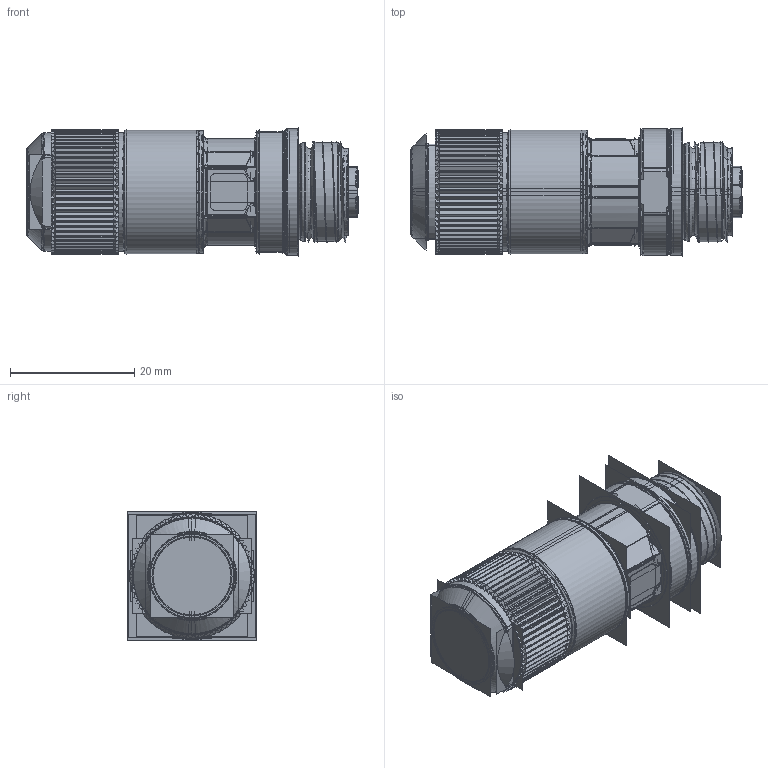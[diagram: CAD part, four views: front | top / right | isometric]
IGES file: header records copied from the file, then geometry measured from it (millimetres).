
Start section:  PTC IGES file: 248537_sm01.igs
Global section: file name: 248537_sm01.igs; native system: Creo Parametric by PTC Inc.; preprocessor: 2022414; author: banengservice; organization: Unknown; date: 20250418.110208; units: millimetre
Bounding box: 53.41 x 20.8 x 20.8 mm (x, y, z)
Surface area: 24370.4 mm2 (no closed solid volume)
Topology: 0 solids, 4 shells, 1414 faces, 7520 edges, 9578 vertices
Faces by surface type: revolution 874, bspline 540
